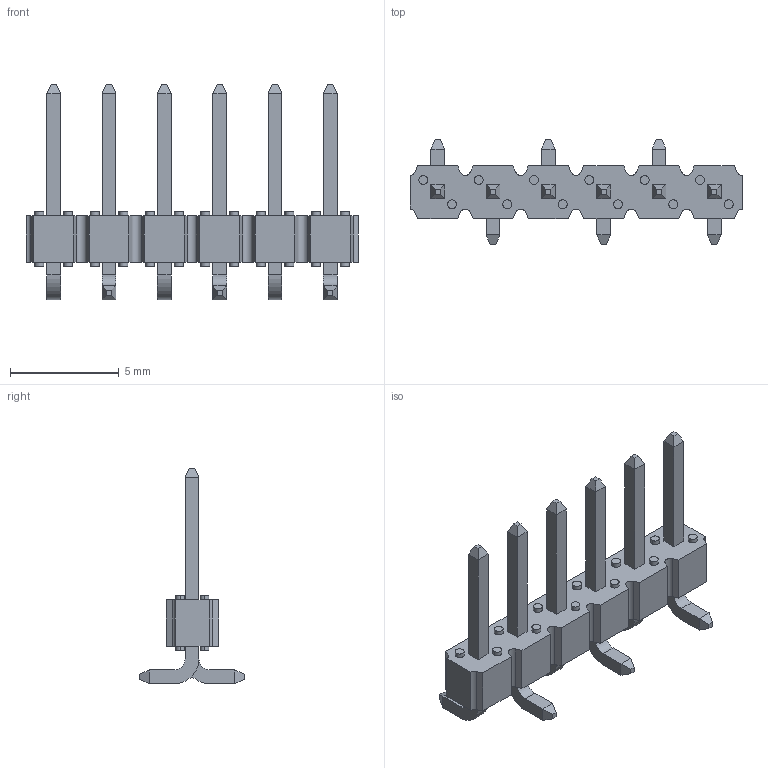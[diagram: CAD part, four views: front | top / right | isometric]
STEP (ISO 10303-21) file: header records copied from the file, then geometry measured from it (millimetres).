
FILE_DESCRIPTION(('FreeCAD Model'),'2;1');
FILE_NAME('Amphenol_10129380-906001ALF.step', '2021-03-30T16:56:32',('kicad StepUp'),('ksu MCAD'), 'Open CASCADE STEP processor 7.2','FreeCAD','Unknown');
FILE_SCHEMA(('AUTOMOTIVE_DESIGN { 1 0 10303 214 1 1 1 1 }'));
Length unit declared in the file: millimetre
Products named in the file (1): Amphenol_10129380-906001ALF
Bounding box: 15.24 x 4.79 x 9.9 mm (x, y, z)
Volume: 96 mm3; surface area: 297.1 mm2
Topology: 1 solids, 1 shells, 258 faces, 612 edges, 392 vertices
Faces by surface type: plane 184, cylinder 74
Entity records: 9179 total; most frequent: DIRECTION 1278, CARTESIAN_POINT 1263, ORIENTED_EDGE 1224, EDGE_CURVE 612, LINE 464, VECTOR 464, AXIS2_PLACEMENT_3D 407, VERTEX_POINT 392
